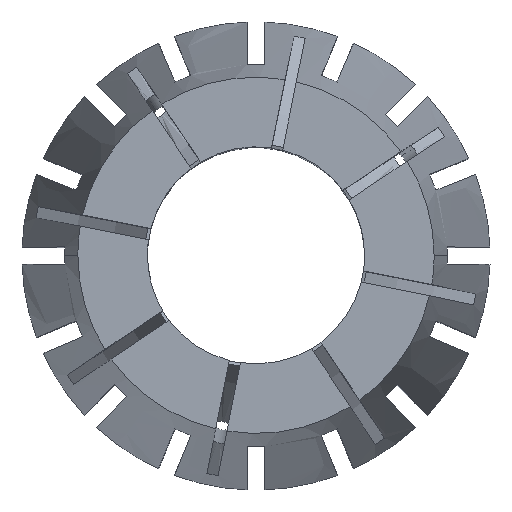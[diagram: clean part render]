
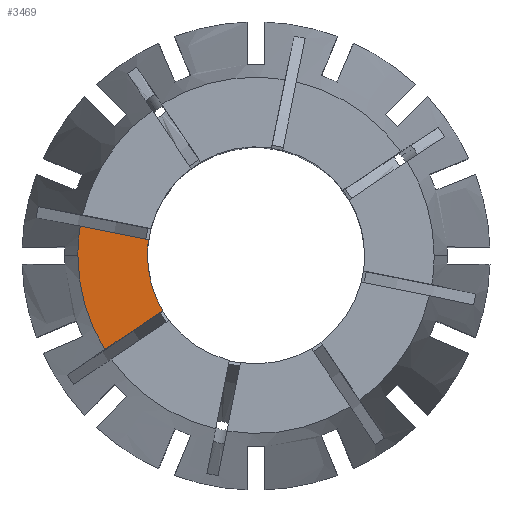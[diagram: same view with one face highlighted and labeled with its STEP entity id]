
A CAD part, top view. The second image highlights one B-rep face of the part: STEP entity #3469.
In plain terms, the highlighted planar face has unit normal (0, 0, 1).
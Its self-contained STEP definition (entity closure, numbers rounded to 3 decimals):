
#226 = DIRECTION ( 'NONE',  ( 1., 0., 0. ) ) ;
#250 = VERTEX_POINT ( 'NONE', #4441 ) ;
#370 = FACE_OUTER_BOUND ( 'NONE', #4613, .T. ) ;
#436 = VERTEX_POINT ( 'NONE', #3971 ) ;
#531 = EDGE_CURVE ( 'NONE', #3119, #436, #4682, .T. ) ;
#651 = DIRECTION ( 'NONE',  ( 0.831, 0.556, 0. ) ) ;
#952 = ORIENTED_EDGE ( 'NONE', *, *, #3581, .F. ) ;
#1430 = PLANE ( 'NONE',  #5629 ) ;
#1594 = CARTESIAN_POINT ( 'NONE',  ( -9.402, 1.36, 0. ) ) ;
#1796 = CARTESIAN_POINT ( 'NONE',  ( 0., 0., 0. ) ) ;
#1983 = CARTESIAN_POINT ( 'NONE',  ( -15.595, 0., 0. ) ) ;
#2170 = VERTEX_POINT ( 'NONE', #1594 ) ;
#2204 = CARTESIAN_POINT ( 'NONE',  ( 0., 0., 0. ) ) ;
#2281 = EDGE_CURVE ( 'NONE', #436, #250, #5189, .T. ) ;
#2311 = DIRECTION ( 'NONE',  ( 1., 0., 0. ) ) ;
#2325 = ORIENTED_EDGE ( 'NONE', *, *, #6653, .F. ) ;
#2415 = CARTESIAN_POINT ( 'NONE',  ( -15.385, 2.551, 0. ) ) ;
#2519 = ORIENTED_EDGE ( 'NONE', *, *, #531, .T. ) ;
#2573 = DIRECTION ( 'NONE',  ( 0., 0., -1. ) ) ;
#3046 = CIRCLE ( 'NONE', #6826, 9.5 ) ;
#3056 = DIRECTION ( 'NONE',  ( 0., 0., 1. ) ) ;
#3063 = CIRCLE ( 'NONE', #5256, 15.595 ) ;
#3119 = VERTEX_POINT ( 'NONE', #1983 ) ;
#3469 = ADVANCED_FACE ( 'NONE', ( #370 ), #1430, .F. ) ;
#3485 = DIRECTION ( 'NONE',  ( 1., 0., 0. ) ) ;
#3581 = EDGE_CURVE ( 'NONE', #6855, #250, #3938, .T. ) ;
#3694 = DIRECTION ( 'NONE',  ( -1., 0., 0. ) ) ;
#3759 = EDGE_CURVE ( 'NONE', #6428, #3119, #3063, .T. ) ;
#3861 = EDGE_CURVE ( 'NONE', #6428, #2170, #6605, .T. ) ;
#3920 = CARTESIAN_POINT ( 'NONE',  ( 0., 0., 0. ) ) ;
#3938 = CIRCLE ( 'NONE', #5875, 9.5 ) ;
#3971 = CARTESIAN_POINT ( 'NONE',  ( -13.238, -8.244, 0. ) ) ;
#4196 = ORIENTED_EDGE ( 'NONE', *, *, #3861, .F. ) ;
#4224 = CARTESIAN_POINT ( 'NONE',  ( -9.5, 0., 0. ) ) ;
#4441 = CARTESIAN_POINT ( 'NONE',  ( -8.166, -4.855, 0. ) ) ;
#4613 = EDGE_LOOP ( 'NONE', ( #4196, #6916, #2519, #4858, #952, #2325 ) ) ;
#4641 = VECTOR ( 'NONE', #6697, 1000. ) ;
#4682 = CIRCLE ( 'NONE', #6675, 15.595 ) ;
#4775 = CARTESIAN_POINT ( 'NONE',  ( 0., 0., 0. ) ) ;
#4858 = ORIENTED_EDGE ( 'NONE', *, *, #2281, .T. ) ;
#5189 = LINE ( 'NONE', #6887, #7160 ) ;
#5256 = AXIS2_PLACEMENT_3D ( 'NONE', #4775, #3056, #226 ) ;
#5593 = DIRECTION ( 'NONE',  ( 0., 0., 1. ) ) ;
#5629 = AXIS2_PLACEMENT_3D ( 'NONE', #5855, #2573, #3694 ) ;
#5721 = DIRECTION ( 'NONE',  ( 0., 0., 1. ) ) ;
#5855 = CARTESIAN_POINT ( 'NONE',  ( 0., 0., 0. ) ) ;
#5875 = AXIS2_PLACEMENT_3D ( 'NONE', #2204, #6147, #6275 ) ;
#6147 = DIRECTION ( 'NONE',  ( 0., 0., 1. ) ) ;
#6275 = DIRECTION ( 'NONE',  ( 1., 0., 0. ) ) ;
#6428 = VERTEX_POINT ( 'NONE', #2415 ) ;
#6605 = LINE ( 'NONE', #6721, #4641 ) ;
#6653 = EDGE_CURVE ( 'NONE', #2170, #6855, #3046, .T. ) ;
#6675 = AXIS2_PLACEMENT_3D ( 'NONE', #1796, #5721, #3485 ) ;
#6697 = DIRECTION ( 'NONE',  ( 0.981, -0.195, 0. ) ) ;
#6721 = CARTESIAN_POINT ( 'NONE',  ( -0.098, -0.49, 0. ) ) ;
#6826 = AXIS2_PLACEMENT_3D ( 'NONE', #3920, #5593, #2311 ) ;
#6855 = VERTEX_POINT ( 'NONE', #4224 ) ;
#6887 = CARTESIAN_POINT ( 'NONE',  ( -0.278, 0.416, 0. ) ) ;
#6916 = ORIENTED_EDGE ( 'NONE', *, *, #3759, .T. ) ;
#7160 = VECTOR ( 'NONE', #651, 1000. ) ;
